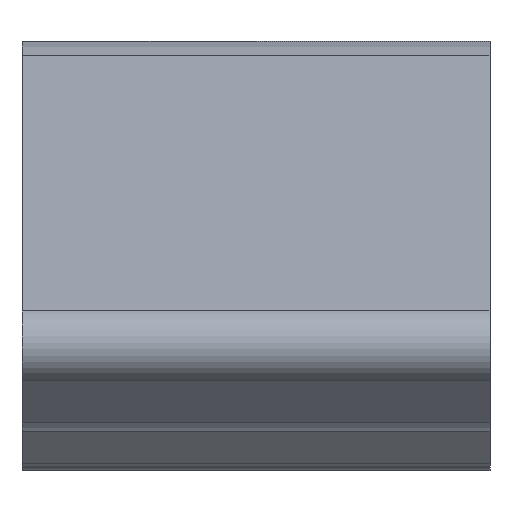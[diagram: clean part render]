
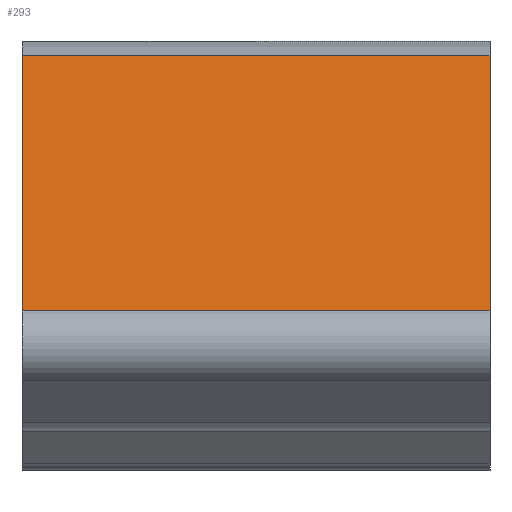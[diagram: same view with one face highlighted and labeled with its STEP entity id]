
A CAD part, top view. The second image highlights one B-rep face of the part: STEP entity #293.
In plain terms, the highlighted planar face has unit normal (0, 0.894, 0.447).
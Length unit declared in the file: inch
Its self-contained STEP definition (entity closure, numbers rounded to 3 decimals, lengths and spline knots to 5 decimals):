
#17=PLANE('',#340);
#30=FACE_OUTER_BOUND('',#46,.T.);
#46=EDGE_LOOP('',(#230,#231,#232,#233));
#60=LINE('',#465,#88);
#70=LINE('',#496,#98);
#71=LINE('',#499,#99);
#72=LINE('',#500,#100);
#88=VECTOR('',#375,0.3937);
#98=VECTOR('',#403,0.4375);
#99=VECTOR('',#406,0.3937);
#100=VECTOR('',#407,0.3937);
#133=VERTEX_POINT('',#462);
#134=VERTEX_POINT('',#464);
#145=VERTEX_POINT('',#492);
#147=VERTEX_POINT('',#498);
#163=EDGE_CURVE('',#134,#133,#60,.T.);
#179=EDGE_CURVE('',#134,#145,#70,.T.);
#180=EDGE_CURVE('',#147,#133,#71,.T.);
#181=EDGE_CURVE('',#145,#147,#72,.T.);
#230=ORIENTED_EDGE('',*,*,#179,.F.);
#231=ORIENTED_EDGE('',*,*,#163,.T.);
#232=ORIENTED_EDGE('',*,*,#180,.F.);
#233=ORIENTED_EDGE('',*,*,#181,.F.);
#293=ADVANCED_FACE('',(#30),#17,.T.);
#340=AXIS2_PLACEMENT_3D('',#497,#404,#405);
#375=DIRECTION('',(0.,-0.447,0.894));
#403=DIRECTION('',(1.,0.,0.));
#404=DIRECTION('center_axis',(0.,0.894,0.447));
#405=DIRECTION('ref_axis',(0.,0.447,-0.894));
#406=DIRECTION('',(-1.,0.,0.));
#407=DIRECTION('',(0.,-0.447,0.894));
#462=CARTESIAN_POINT('',(-0.625,0.3618,3.85639));
#464=CARTESIAN_POINT('',(-0.625,1.18342,2.21316));
#465=CARTESIAN_POINT('',(-0.625,0.45,3.68));
#492=CARTESIAN_POINT('',(0.875,1.18342,2.21316));
#496=CARTESIAN_POINT('',(0.875,1.18342,2.21316));
#497=CARTESIAN_POINT('Origin',(0.875,0.25,4.08));
#498=CARTESIAN_POINT('',(0.875,0.3618,3.85639));
#499=CARTESIAN_POINT('',(0.875,0.3618,3.85639));
#500=CARTESIAN_POINT('',(0.875,1.25,2.08));
